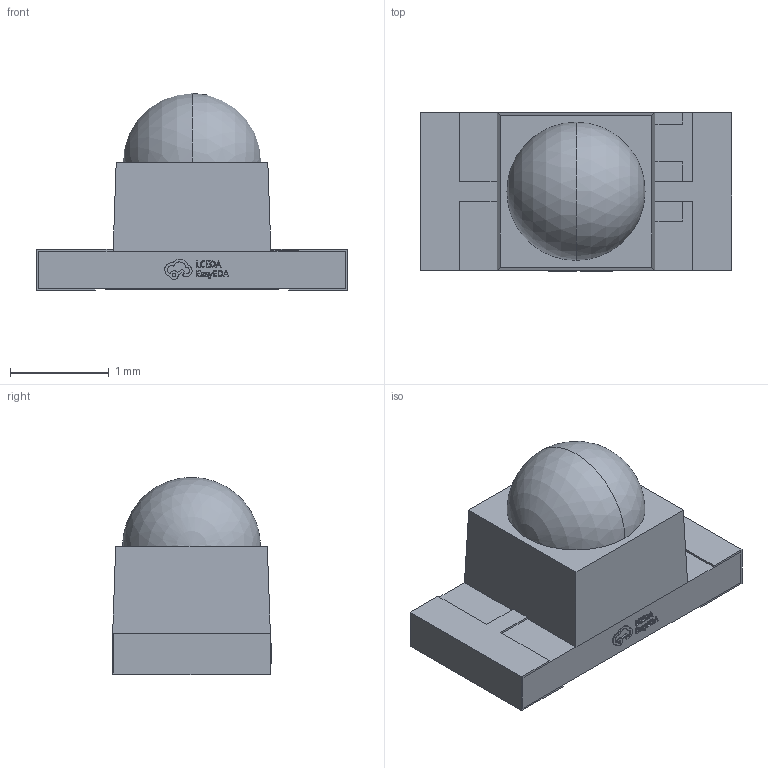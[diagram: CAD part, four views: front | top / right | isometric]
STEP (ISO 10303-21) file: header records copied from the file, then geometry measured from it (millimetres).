
FILE_DESCRIPTION (( 'STEP AP214' ), '1' );
FILE_NAME ('LED-SMD_L3.2-W1.6-R-RD-1.step', '2022-07-08T12:43:50', ( '' ), ( '' ), 'SwSTEP 2.0', 'SolidWorks 2020', '' );
FILE_SCHEMA (( 'AUTOMOTIVE_DESIGN' ));
Length unit declared in the file: millimetre
Products named in the file (1): LED-SMD_L3.2-W1.6-R-RD-1
Bounding box: 3.16 x 1.61 x 2 mm (x, y, z)
Volume: 4.9 mm3; surface area: 21.2 mm2
Topology: 1 solids, 1 shells, 341 faces, 929 edges, 616 vertices
Faces by surface type: plane 226, bspline 112, sphere 2, cylinder 1
Entity records: 15532 total; most frequent: CARTESIAN_POINT 3985, ORIENTED_EDGE 1850, DIRECTION 1163, EDGE_CURVE 925, VECTOR 691, LINE 691, VERTEX_POINT 614, EDGE_LOOP 369
